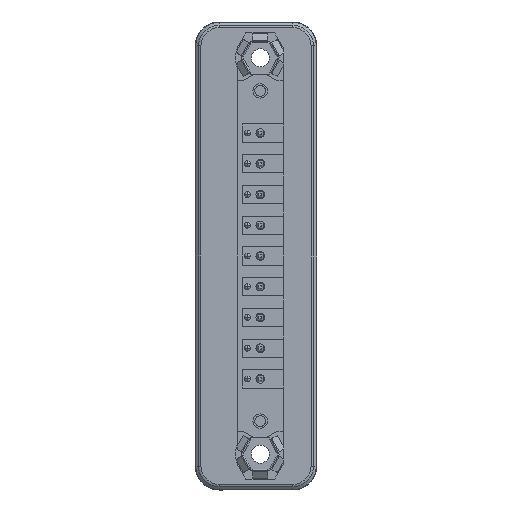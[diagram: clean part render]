
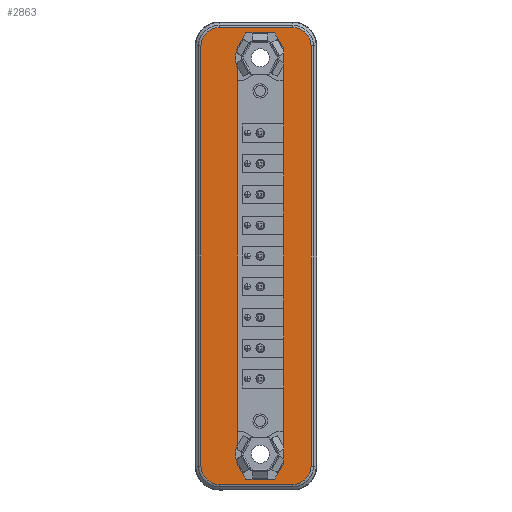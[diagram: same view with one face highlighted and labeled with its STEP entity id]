
A CAD part, front view. The second image highlights one B-rep face of the part: STEP entity #2863.
In plain terms, the highlighted planar face has unit normal (0, -1, 0).
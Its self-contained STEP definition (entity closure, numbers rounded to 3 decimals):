
#2863=ADVANCED_FACE('',(#5841,#5842),#5843,.T.);
#5841=FACE_OUTER_BOUND('',#8913,.T.);
#5842=FACE_BOUND('',#8914,.T.);
#5843=PLANE('',#8915);
#8913=EDGE_LOOP('',(#17041,#17042,#17043,#17044,#17045,#17046,#17047,#17048));
#8914=EDGE_LOOP('',(#17049,#17050,#17051,#17052,#17053,#17054,#17055,#17056,#17057,#17058,#17059,#17060));
#8915=AXIS2_PLACEMENT_3D('',#17061,#17062,#17063);
#17041=ORIENTED_EDGE('',*,*,#19929,.F.);
#17042=ORIENTED_EDGE('',*,*,#20933,.T.);
#17043=ORIENTED_EDGE('',*,*,#18875,.T.);
#17044=ORIENTED_EDGE('',*,*,#20606,.T.);
#17045=ORIENTED_EDGE('',*,*,#19180,.F.);
#17046=ORIENTED_EDGE('',*,*,#19708,.F.);
#17047=ORIENTED_EDGE('',*,*,#19938,.F.);
#17048=ORIENTED_EDGE('',*,*,#20914,.F.);
#17049=ORIENTED_EDGE('',*,*,#20692,.T.);
#17050=ORIENTED_EDGE('',*,*,#18241,.F.);
#17051=ORIENTED_EDGE('',*,*,#17828,.T.);
#17052=ORIENTED_EDGE('',*,*,#19759,.F.);
#17053=ORIENTED_EDGE('',*,*,#20471,.T.);
#17054=ORIENTED_EDGE('',*,*,#19905,.T.);
#17055=ORIENTED_EDGE('',*,*,#17889,.T.);
#17056=ORIENTED_EDGE('',*,*,#20559,.T.);
#17057=ORIENTED_EDGE('',*,*,#19255,.T.);
#17058=ORIENTED_EDGE('',*,*,#20311,.T.);
#17059=ORIENTED_EDGE('',*,*,#20554,.F.);
#17060=ORIENTED_EDGE('',*,*,#20663,.T.);
#17061=CARTESIAN_POINT('',(-4.1,5.65,-42.155));
#17062=DIRECTION('',(0.,-1.0,0.));
#17063=DIRECTION('',(0.,0.,1.0));
#17828=EDGE_CURVE('',#21151,#21152,#21153,.T.);
#17889=EDGE_CURVE('',#21265,#21263,#21266,.T.);
#18241=EDGE_CURVE('',#21151,#21890,#21891,.T.);
#18875=EDGE_CURVE('',#22927,#22928,#22929,.T.);
#19180=EDGE_CURVE('',#23393,#23395,#23396,.T.);
#19255=EDGE_CURVE('',#23502,#23506,#23508,.T.);
#19708=EDGE_CURVE('',#24150,#23393,#24152,.T.);
#19759=EDGE_CURVE('',#24222,#21152,#24223,.T.);
#19905=EDGE_CURVE('',#24413,#21265,#24414,.T.);
#19929=EDGE_CURVE('',#24442,#24443,#24444,.T.);
#19938=EDGE_CURVE('',#24457,#24150,#24458,.T.);
#20311=EDGE_CURVE('',#23506,#24942,#24944,.T.);
#20471=EDGE_CURVE('',#24222,#24413,#25128,.T.);
#20554=EDGE_CURVE('',#25218,#24942,#25220,.T.);
#20559=EDGE_CURVE('',#21263,#23502,#25225,.T.);
#20606=EDGE_CURVE('',#22928,#23395,#25276,.T.);
#20663=EDGE_CURVE('',#25218,#25336,#25338,.T.);
#20692=EDGE_CURVE('',#25336,#21890,#25370,.T.);
#20914=EDGE_CURVE('',#24443,#24457,#25611,.T.);
#20933=EDGE_CURVE('',#24442,#22927,#25631,.T.);
#21151=VERTEX_POINT('',#25859);
#21152=VERTEX_POINT('',#25860);
#21153=LINE('',#25861,#25862);
#21263=VERTEX_POINT('',#26012);
#21265=VERTEX_POINT('',#26015);
#21266=LINE('',#26016,#26017);
#21890=VERTEX_POINT('',#26899);
#21891=CIRCLE('',#26900,4.1);
#22927=VERTEX_POINT('',#28383);
#22928=VERTEX_POINT('',#28384);
#22929=LINE('',#28385,#28386);
#23393=VERTEX_POINT('',#29050);
#23395=VERTEX_POINT('',#29053);
#23396=LINE('',#29054,#29055);
#23502=VERTEX_POINT('',#29212);
#23506=VERTEX_POINT('',#29218);
#23508=LINE('',#29221,#29222);
#24150=VERTEX_POINT('',#30138);
#24152=CIRCLE('',#30141,3.0);
#24222=VERTEX_POINT('',#30240);
#24223=LINE('',#30241,#30242);
#24413=VERTEX_POINT('',#30505);
#24414=LINE('',#30506,#30507);
#24442=VERTEX_POINT('',#30544);
#24443=VERTEX_POINT('',#30545);
#24444=LINE('',#30546,#30547);
#24457=VERTEX_POINT('',#30565);
#24458=LINE('',#30566,#30567);
#24942=VERTEX_POINT('',#31252);
#24944=LINE('',#31255,#31256);
#25128=LINE('',#31511,#31512);
#25218=VERTEX_POINT('',#31642);
#25220=LINE('',#31645,#31646);
#25225=LINE('',#31652,#31653);
#25276=CIRCLE('',#31726,3.0);
#25336=VERTEX_POINT('',#31820);
#25338=CIRCLE('',#31823,4.1);
#25370=LINE('',#31866,#31867);
#25611=CIRCLE('',#32195,3.0);
#25631=CIRCLE('',#32222,3.0);
#25859=CARTESIAN_POINT('',(-3.8,5.65,13.959));
#25860=CARTESIAN_POINT('',(-3.8,5.65,14.098));
#25861=CARTESIAN_POINT('',(-3.8,5.65,0.));
#25862=VECTOR('',#32495,1.0);
#26012=CARTESIAN_POINT('',(3.87,5.65,-54.617));
#26015=CARTESIAN_POINT('',(3.87,5.65,13.977));
#26016=CARTESIAN_POINT('',(3.87,5.65,-20.32));
#26017=VECTOR('',#32567,1.0);
#26899=CARTESIAN_POINT('',(-3.8,5.65,10.881));
#26900=AXIS2_PLACEMENT_3D('',#32958,#32959,#32960);
#28383=CARTESIAN_POINT('',(-6.8,5.65,-58.06));
#28384=CARTESIAN_POINT('',(5.4,5.65,-58.06));
#28385=CARTESIAN_POINT('',(41.643,5.65,-58.06));
#28386=VECTOR('',#33708,1.0);
#29050=CARTESIAN_POINT('',(8.4,5.65,14.42));
#29053=CARTESIAN_POINT('',(8.4,5.65,-55.06));
#29054=CARTESIAN_POINT('',(8.4,5.65,-42.155));
#29055=VECTOR('',#34042,1.0);
#29212=CARTESIAN_POINT('',(2.384,5.65,-57.19));
#29218=CARTESIAN_POINT('',(-2.384,5.65,-57.19));
#29221=CARTESIAN_POINT('',(41.643,5.65,-57.19));
#29222=VECTOR('',#34118,1.0);
#30138=CARTESIAN_POINT('',(5.4,5.65,17.42));
#30141=AXIS2_PLACEMENT_3D('',#34655,#34656,#34657);
#30240=CARTESIAN_POINT('',(-2.384,5.65,16.55));
#30241=CARTESIAN_POINT('',(-11.94,5.65,0.));
#30242=VECTOR('',#34708,1.0);
#30505=CARTESIAN_POINT('',(2.384,5.65,16.55));
#30506=CARTESIAN_POINT('',(11.94,5.65,0.));
#30507=VECTOR('',#34878,1.0);
#30544=CARTESIAN_POINT('',(-9.8,5.65,-55.06));
#30545=CARTESIAN_POINT('',(-9.8,5.65,14.42));
#30546=CARTESIAN_POINT('',(-9.8,5.65,-35.56));
#30547=VECTOR('',#34906,1.0);
#30565=CARTESIAN_POINT('',(-6.8,5.65,17.42));
#30566=CARTESIAN_POINT('',(41.643,5.65,17.42));
#30567=VECTOR('',#34915,1.0);
#31252=CARTESIAN_POINT('',(-3.8,5.65,-54.738));
#31255=CARTESIAN_POINT('',(-14.873,5.65,-35.56));
#31256=VECTOR('',#35316,1.0);
#31511=CARTESIAN_POINT('',(41.643,5.65,16.55));
#31512=VECTOR('',#35487,1.0);
#31642=CARTESIAN_POINT('',(-3.8,5.65,-54.599));
#31645=CARTESIAN_POINT('',(-3.8,5.65,-35.56));
#31646=VECTOR('',#35568,1.0);
#31652=CARTESIAN_POINT('',(14.873,5.65,-35.56));
#31653=VECTOR('',#35570,1.0);
#31726=AXIS2_PLACEMENT_3D('',#35602,#35603,#35604);
#31820=CARTESIAN_POINT('',(-3.8,5.65,-51.521));
#31823=AXIS2_PLACEMENT_3D('',#35646,#35647,#35648);
#31866=CARTESIAN_POINT('',(-3.8,5.65,-35.56));
#31867=VECTOR('',#35669,1.0);
#32195=AXIS2_PLACEMENT_3D('',#35856,#35857,#35858);
#32222=AXIS2_PLACEMENT_3D('',#35869,#35870,#35871);
#32495=DIRECTION('',(0.,0.,1.0));
#32567=DIRECTION('',(0.,0.,-1.0));
#32958=CARTESIAN_POINT('',(0.,5.65,12.42));
#32959=DIRECTION('',(0.,-1.0,0.));
#32960=DIRECTION('',(0.,0.,1.0));
#33708=DIRECTION('',(1.0,0.,0.));
#34042=DIRECTION('',(0.,0.,-1.0));
#34118=DIRECTION('',(-1.0,0.,0.));
#34655=CARTESIAN_POINT('',(5.4,5.65,14.42));
#34656=DIRECTION('',(0.,1.0,0.));
#34657=DIRECTION('',(1.0,0.,0.));
#34708=DIRECTION('',(-0.5,0.,-0.866));
#34878=DIRECTION('',(0.5,0.,-0.866));
#34906=DIRECTION('',(0.,0.,1.0));
#34915=DIRECTION('',(1.0,0.,0.));
#35316=DIRECTION('',(-0.5,0.,0.866));
#35487=DIRECTION('',(1.0,0.,0.));
#35568=DIRECTION('',(0.,0.,-1.0));
#35570=DIRECTION('',(-0.5,0.,-0.866));
#35602=CARTESIAN_POINT('',(5.4,5.65,-55.06));
#35603=DIRECTION('',(0.,-1.0,0.));
#35604=DIRECTION('',(1.0,0.,0.));
#35646=CARTESIAN_POINT('',(0.,5.65,-53.06));
#35647=DIRECTION('',(0.,1.0,0.));
#35648=DIRECTION('',(0.,0.,-1.0));
#35669=DIRECTION('',(0.,0.,1.0));
#35856=CARTESIAN_POINT('',(-6.8,5.65,14.42));
#35857=DIRECTION('',(0.,1.0,0.));
#35858=DIRECTION('',(1.0,0.,0.));
#35869=CARTESIAN_POINT('',(-6.8,5.65,-55.06));
#35870=DIRECTION('',(0.,-1.0,0.));
#35871=DIRECTION('',(1.0,0.,0.));
